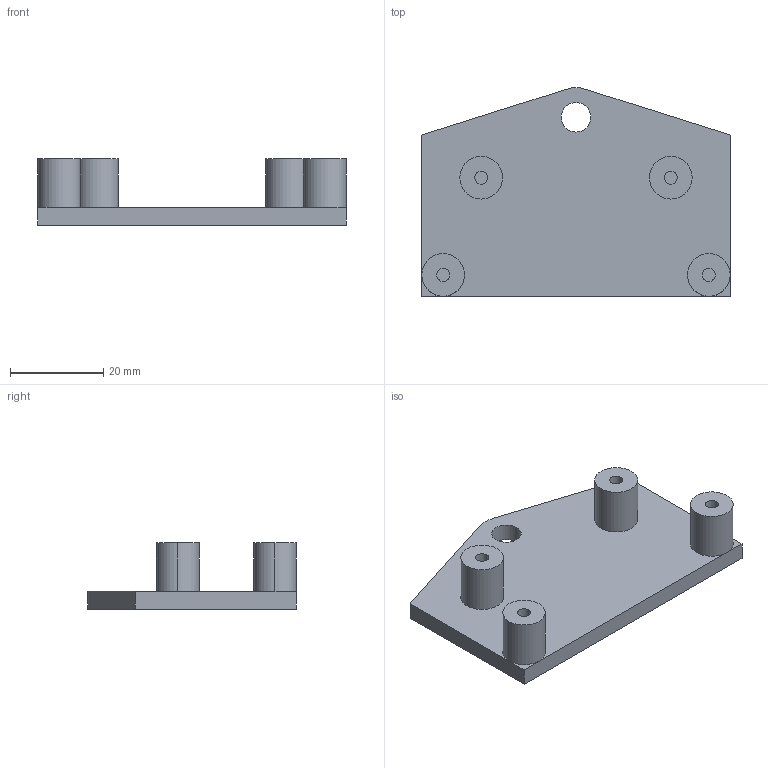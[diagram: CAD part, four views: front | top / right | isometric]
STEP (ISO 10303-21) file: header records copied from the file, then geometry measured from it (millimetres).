
FILE_DESCRIPTION (( 'STEP AP203' ), '1' );
FILE_NAME ('Gripper Cover side plate.STEP', '2016-07-29T00:29:03', ( '' ), ( '' ), 'SwSTEP 2.0', 'SolidWorks 2015', '' );
FILE_SCHEMA (( 'CONFIG_CONTROL_DESIGN' ));
Length unit declared in the file: inch
Products named in the file (1): Gripper Cover side plate
Bounding box: 66.04 x 44.7 x 14.22 mm (x, y, z)
Volume: 12435.5 mm3; surface area: 7508.5 mm2
Topology: 1 solids, 1 shells, 36 faces, 78 edges, 50 vertices
Faces by surface type: cylinder 19, plane 17
Entity records: 1077 total; most frequent: DIRECTION 192, CARTESIAN_POINT 165, ORIENTED_EDGE 156, EDGE_CURVE 78, AXIS2_PLACEMENT_3D 77, VERTEX_POINT 50, EDGE_LOOP 44, CIRCLE 40
